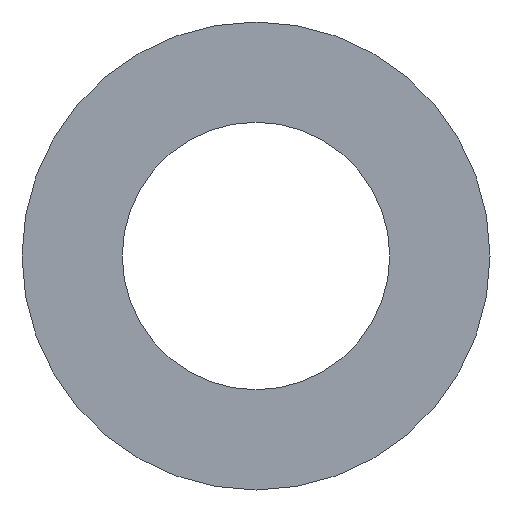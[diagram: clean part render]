
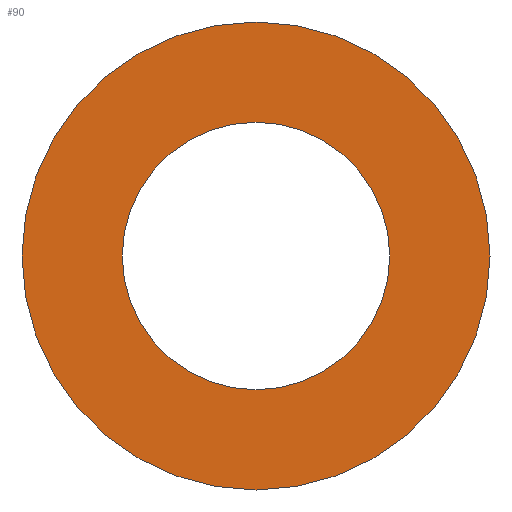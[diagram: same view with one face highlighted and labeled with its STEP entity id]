
A CAD part, left-side view. The second image highlights one B-rep face of the part: STEP entity #90.
In plain terms, the highlighted planar face has unit normal (-1, 0, 0).
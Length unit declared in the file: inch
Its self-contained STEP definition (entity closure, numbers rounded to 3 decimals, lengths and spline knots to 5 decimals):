
#1=CARTESIAN_POINT('',(0.,0.,0.));
#2=DIRECTION('',(-1.,0.,0.));
#3=DIRECTION('',(0.,-1.,0.));
#4=AXIS2_PLACEMENT_3D('',#1,#2,#3);
#6=CARTESIAN_POINT('',(0.,0.,0.));
#7=DIRECTION('',(-1.,0.,0.));
#8=DIRECTION('',(0.,1.,0.));
#9=AXIS2_PLACEMENT_3D('',#6,#7,#8);
#11=CARTESIAN_POINT('',(0.,0.,0.));
#12=DIRECTION('',(1.,0.,0.));
#13=DIRECTION('',(0.,-1.,0.));
#14=AXIS2_PLACEMENT_3D('',#11,#12,#13);
#16=CARTESIAN_POINT('',(0.,0.,0.));
#17=DIRECTION('',(1.,0.,0.));
#18=DIRECTION('',(0.,1.,0.));
#19=AXIS2_PLACEMENT_3D('',#16,#17,#18);
#57=CARTESIAN_POINT('',(0.,-4.,0.));
#58=CARTESIAN_POINT('',(0.,4.,0.));
#59=VERTEX_POINT('',#57);
#60=VERTEX_POINT('',#58);
#61=CARTESIAN_POINT('',(0.,-7.,0.));
#62=CARTESIAN_POINT('',(0.,7.,0.));
#63=VERTEX_POINT('',#61);
#64=VERTEX_POINT('',#62);
#73=CARTESIAN_POINT('',(0.,0.,0.));
#74=DIRECTION('',(1.,0.,0.));
#75=DIRECTION('',(0.,-1.,0.));
#76=AXIS2_PLACEMENT_3D('',#73,#74,#75);
#77=PLANE('',#76);
#79=ORIENTED_EDGE('',*,*,#78,.T.);
#81=ORIENTED_EDGE('',*,*,#80,.T.);
#82=EDGE_LOOP('',(#79,#81));
#83=FACE_OUTER_BOUND('',#82,.F.);
#85=ORIENTED_EDGE('',*,*,#84,.T.);
#87=ORIENTED_EDGE('',*,*,#86,.T.);
#88=EDGE_LOOP('',(#85,#87));
#89=FACE_BOUND('',#88,.F.);
#90=ADVANCED_FACE('',(#83,#89),#77,.F.);
#5=CIRCLE('',#4,4.);
#10=CIRCLE('',#9,4.);
#15=CIRCLE('',#14,7.);
#20=CIRCLE('',#19,7.);
#78=EDGE_CURVE('',#63,#64,#15,.T.);
#80=EDGE_CURVE('',#64,#63,#20,.T.);
#84=EDGE_CURVE('',#59,#60,#5,.T.);
#86=EDGE_CURVE('',#60,#59,#10,.T.);
